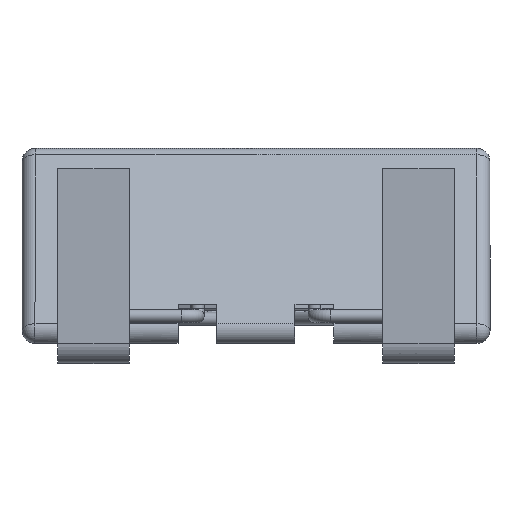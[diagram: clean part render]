
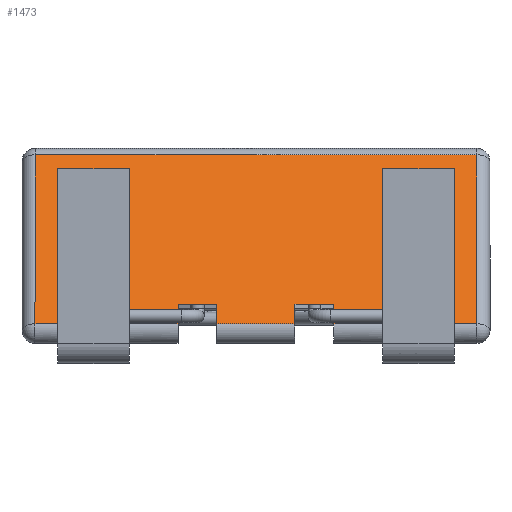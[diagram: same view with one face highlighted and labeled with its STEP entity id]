
A CAD part, left-side view. The second image highlights one B-rep face of the part: STEP entity #1473.
In plain terms, the highlighted planar face has unit normal (-0.864, 0, 0.504).
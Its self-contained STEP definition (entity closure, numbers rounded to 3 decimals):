
#968 = VERTEX_POINT('',#969);
#969 = CARTESIAN_POINT('',(-2.487,-0.975,0.355));
#976 = EDGE_CURVE('',#968,#977,#979,.T.);
#977 = VERTEX_POINT('',#978);
#978 = CARTESIAN_POINT('',(-2.45,-0.975,0.419));
#979 = LINE('',#980,#981);
#980 = CARTESIAN_POINT('',(-2.32,-0.975,0.643));
#981 = VECTOR('',#982,1.);
#982 = DIRECTION('',(0.504,0.,0.864)
  );
#1403 = EDGE_CURVE('',#968,#1404,#1406,.T.);
#1404 = VERTEX_POINT('',#1405);
#1405 = CARTESIAN_POINT('',(-2.487,-0.6,0.355));
#1406 = LINE('',#1407,#1408);
#1407 = CARTESIAN_POINT('',(-2.487,-1.8,0.355));
#1408 = VECTOR('',#1409,1.);
#1409 = DIRECTION('',(0.,1.,0.));
#1420 = VERTEX_POINT('',#1421);
#1421 = CARTESIAN_POINT('',(-2.487,-1.7,0.355));
#1428 = EDGE_CURVE('',#1420,#1429,#1431,.T.);
#1429 = VERTEX_POINT('',#1430);
#1430 = CARTESIAN_POINT('',(-2.487,-1.525,0.355));
#1431 = LINE('',#1432,#1433);
#1432 = CARTESIAN_POINT('',(-2.487,-1.8,0.355));
#1433 = VECTOR('',#1434,1.);
#1434 = DIRECTION('',(0.,1.,0.));
#1454 = VERTEX_POINT('',#1455);
#1455 = CARTESIAN_POINT('',(-2.45,-1.525,0.419));
#1463 = EDGE_CURVE('',#977,#1454,#1464,.T.);
#1464 = LINE('',#1465,#1466);
#1465 = CARTESIAN_POINT('',(-2.45,2.468,0.419));
#1466 = VECTOR('',#1467,1.);
#1467 = DIRECTION('',(0.,-1.,0.));
#1473 = ADVANCED_FACE('',(#1474),#1604,.F.);
#1474 = FACE_BOUND('',#1475,.F.);
#1475 = EDGE_LOOP('',(#1476,#1486,#1494,#1502,#1510,#1518,#1526,#1534,
    #1542,#1550,#1558,#1566,#1574,#1580,#1581,#1587,#1588,#1589,#1590,
    #1598));
#1476 = ORIENTED_EDGE('',*,*,#1477,.F.);
#1477 = EDGE_CURVE('',#1478,#1480,#1482,.T.);
#1478 = VERTEX_POINT('',#1479);
#1479 = CARTESIAN_POINT('',(-2.487,-0.3,0.355));
#1480 = VERTEX_POINT('',#1481);
#1481 = CARTESIAN_POINT('',(-2.4,-0.3,0.505));
#1482 = LINE('',#1483,#1484);
#1483 = CARTESIAN_POINT('',(-2.575,-0.3,0.205));
#1484 = VECTOR('',#1485,1.);
#1485 = DIRECTION('',(0.504,0.,0.864)
  );
#1486 = ORIENTED_EDGE('',*,*,#1487,.T.);
#1487 = EDGE_CURVE('',#1478,#1488,#1490,.T.);
#1488 = VERTEX_POINT('',#1489);
#1489 = CARTESIAN_POINT('',(-2.487,0.3,0.355));
#1490 = LINE('',#1491,#1492);
#1491 = CARTESIAN_POINT('',(-2.487,-1.8,0.355));
#1492 = VECTOR('',#1493,1.);
#1493 = DIRECTION('',(0.,1.,0.));
#1494 = ORIENTED_EDGE('',*,*,#1495,.T.);
#1495 = EDGE_CURVE('',#1488,#1496,#1498,.T.);
#1496 = VERTEX_POINT('',#1497);
#1497 = CARTESIAN_POINT('',(-2.4,0.3,0.505));
#1498 = LINE('',#1499,#1500);
#1499 = CARTESIAN_POINT('',(-2.575,0.3,0.205));
#1500 = VECTOR('',#1501,1.);
#1501 = DIRECTION('',(0.504,0.,0.864)
  );
#1502 = ORIENTED_EDGE('',*,*,#1503,.F.);
#1503 = EDGE_CURVE('',#1504,#1496,#1506,.T.);
#1504 = VERTEX_POINT('',#1505);
#1505 = CARTESIAN_POINT('',(-2.4,0.6,0.505));
#1506 = LINE('',#1507,#1508);
#1507 = CARTESIAN_POINT('',(-2.4,6.46,0.505));
#1508 = VECTOR('',#1509,1.);
#1509 = DIRECTION('',(0.,-1.,0.));
#1510 = ORIENTED_EDGE('',*,*,#1511,.T.);
#1511 = EDGE_CURVE('',#1504,#1512,#1514,.T.);
#1512 = VERTEX_POINT('',#1513);
#1513 = CARTESIAN_POINT('',(-2.487,0.6,0.355));
#1514 = LINE('',#1515,#1516);
#1515 = CARTESIAN_POINT('',(-2.575,0.6,0.205));
#1516 = VECTOR('',#1517,1.);
#1517 = DIRECTION('',(-0.504,0.,
    -0.864));
#1518 = ORIENTED_EDGE('',*,*,#1519,.T.);
#1519 = EDGE_CURVE('',#1512,#1520,#1522,.T.);
#1520 = VERTEX_POINT('',#1521);
#1521 = CARTESIAN_POINT('',(-2.487,0.975,0.355));
#1522 = LINE('',#1523,#1524);
#1523 = CARTESIAN_POINT('',(-2.487,-1.8,0.355));
#1524 = VECTOR('',#1525,1.);
#1525 = DIRECTION('',(0.,1.,0.));
#1526 = ORIENTED_EDGE('',*,*,#1527,.F.);
#1527 = EDGE_CURVE('',#1528,#1520,#1530,.T.);
#1528 = VERTEX_POINT('',#1529);
#1529 = CARTESIAN_POINT('',(-2.45,0.975,0.419));
#1530 = LINE('',#1531,#1532);
#1531 = CARTESIAN_POINT('',(-2.301,0.975,0.675));
#1532 = VECTOR('',#1533,1.);
#1533 = DIRECTION('',(-0.504,0.,
    -0.864));
#1534 = ORIENTED_EDGE('',*,*,#1535,.F.);
#1535 = EDGE_CURVE('',#1536,#1528,#1538,.T.);
#1536 = VERTEX_POINT('',#1537);
#1537 = CARTESIAN_POINT('',(-2.45,1.525,0.419));
#1538 = LINE('',#1539,#1540);
#1539 = CARTESIAN_POINT('',(-2.45,3.718,0.419));
#1540 = VECTOR('',#1541,1.);
#1541 = DIRECTION('',(0.,-1.,0.));
#1542 = ORIENTED_EDGE('',*,*,#1543,.F.);
#1543 = EDGE_CURVE('',#1544,#1536,#1546,.T.);
#1544 = VERTEX_POINT('',#1545);
#1545 = CARTESIAN_POINT('',(-2.487,1.525,0.355));
#1546 = LINE('',#1547,#1548);
#1547 = CARTESIAN_POINT('',(-2.32,1.525,0.643));
#1548 = VECTOR('',#1549,1.);
#1549 = DIRECTION('',(0.504,0.,0.864)
  );
#1550 = ORIENTED_EDGE('',*,*,#1551,.T.);
#1551 = EDGE_CURVE('',#1544,#1552,#1554,.T.);
#1552 = VERTEX_POINT('',#1553);
#1553 = CARTESIAN_POINT('',(-2.487,1.7,0.355));
#1554 = LINE('',#1555,#1556);
#1555 = CARTESIAN_POINT('',(-2.487,-1.8,0.355));
#1556 = VECTOR('',#1557,1.);
#1557 = DIRECTION('',(0.,1.,0.));
#1558 = ORIENTED_EDGE('',*,*,#1559,.F.);
#1559 = EDGE_CURVE('',#1560,#1552,#1562,.T.);
#1560 = VERTEX_POINT('',#1561);
#1561 = CARTESIAN_POINT('',(-1.729,1.7,1.655));
#1562 = LINE('',#1563,#1564);
#1563 = CARTESIAN_POINT('',(-2.575,1.7,0.205));
#1564 = VECTOR('',#1565,1.);
#1565 = DIRECTION('',(-0.504,0.,
    -0.864));
#1566 = ORIENTED_EDGE('',*,*,#1567,.T.);
#1567 = EDGE_CURVE('',#1560,#1568,#1570,.T.);
#1568 = VERTEX_POINT('',#1569);
#1569 = CARTESIAN_POINT('',(-1.729,-1.7,1.655));
#1570 = LINE('',#1571,#1572);
#1571 = CARTESIAN_POINT('',(-1.729,6.46,
    1.655));
#1572 = VECTOR('',#1573,1.);
#1573 = DIRECTION('',(0.,-1.,0.));
#1574 = ORIENTED_EDGE('',*,*,#1575,.T.);
#1575 = EDGE_CURVE('',#1568,#1420,#1576,.T.);
#1576 = LINE('',#1577,#1578);
#1577 = CARTESIAN_POINT('',(-1.7,-1.7,1.705));
#1578 = VECTOR('',#1579,1.);
#1579 = DIRECTION('',(-0.504,0.,
    -0.864));
#1580 = ORIENTED_EDGE('',*,*,#1428,.T.);
#1581 = ORIENTED_EDGE('',*,*,#1582,.F.);
#1582 = EDGE_CURVE('',#1454,#1429,#1583,.T.);
#1583 = LINE('',#1584,#1585);
#1584 = CARTESIAN_POINT('',(-2.301,-1.525,0.675));
#1585 = VECTOR('',#1586,1.);
#1586 = DIRECTION('',(-0.504,0.,
    -0.864));
#1587 = ORIENTED_EDGE('',*,*,#1463,.F.);
#1588 = ORIENTED_EDGE('',*,*,#976,.F.);
#1589 = ORIENTED_EDGE('',*,*,#1403,.T.);
#1590 = ORIENTED_EDGE('',*,*,#1591,.F.);
#1591 = EDGE_CURVE('',#1592,#1404,#1594,.T.);
#1592 = VERTEX_POINT('',#1593);
#1593 = CARTESIAN_POINT('',(-2.4,-0.6,0.505));
#1594 = LINE('',#1595,#1596);
#1595 = CARTESIAN_POINT('',(-2.575,-0.6,0.205));
#1596 = VECTOR('',#1597,1.);
#1597 = DIRECTION('',(-0.504,0.,
    -0.864));
#1598 = ORIENTED_EDGE('',*,*,#1599,.T.);
#1599 = EDGE_CURVE('',#1592,#1480,#1600,.T.);
#1600 = LINE('',#1601,#1602);
#1601 = CARTESIAN_POINT('',(-2.4,6.46,0.505));
#1602 = VECTOR('',#1603,1.);
#1603 = DIRECTION('',(0.,1.,0.));
#1604 = PLANE('',#1605);
#1605 = AXIS2_PLACEMENT_3D('',#1606,#1607,#1608);
#1606 = CARTESIAN_POINT('',(-2.575,6.46,0.205));
#1607 = DIRECTION('',(0.864,0.,
    -0.504));
#1608 = DIRECTION('',(0.504,0.,0.864)
  );
